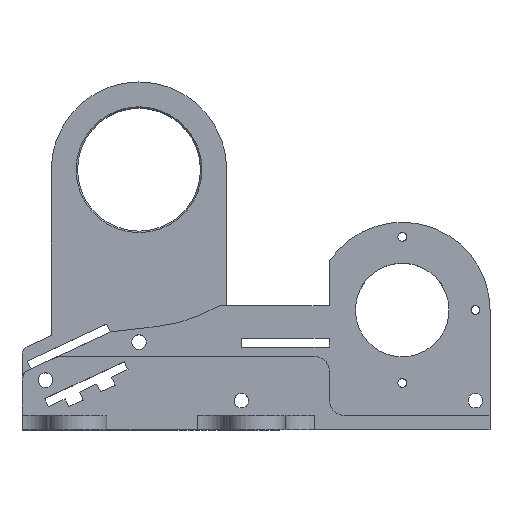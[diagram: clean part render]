
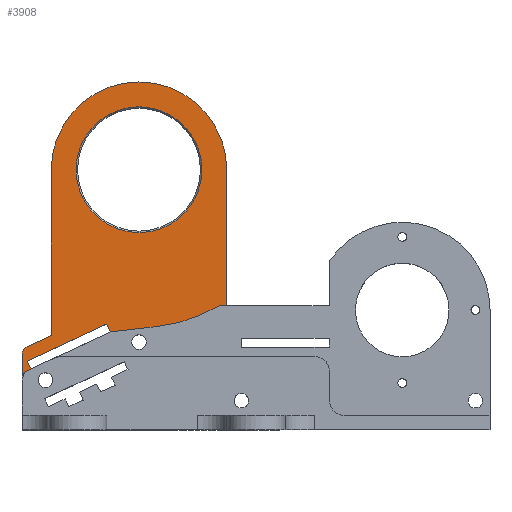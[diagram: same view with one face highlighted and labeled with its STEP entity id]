
A CAD part, top view. The second image highlights one B-rep face of the part: STEP entity #3908.
In plain terms, the highlighted planar face has unit normal (0, 0, 1).
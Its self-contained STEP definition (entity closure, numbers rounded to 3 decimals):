
#717=CARTESIAN_POINT('',(-40.,30.,23.5));
#718=DIRECTION('',(0.,0.,1.));
#719=DIRECTION('',(0.,-1.,0.));
#720=AXIS2_PLACEMENT_3D('',#717,#718,#719);
#722=CARTESIAN_POINT('',(-40.,30.,23.5));
#723=DIRECTION('',(0.,0.,1.));
#724=DIRECTION('',(0.,1.,0.));
#725=AXIS2_PLACEMENT_3D('',#722,#723,#724);
#727=DIRECTION('',(0.,-1.,0.));
#728=VECTOR('',#727,52.314);
#729=CARTESIAN_POINT('',(-10.,89.,23.5));
#730=LINE('',#729,#728);
#731=DIRECTION('',(-0.997,0.077,0.));
#732=VECTOR('',#731,31.085);
#733=CARTESIAN_POINT('',(-5.007,31.301,23.5));
#734=LINE('',#733,#732);
#735=DIRECTION('',(0.,1.,0.));
#736=VECTOR('',#735,6.001);
#737=CARTESIAN_POINT('',(-36.,27.691,23.5));
#738=LINE('',#737,#736);
#739=DIRECTION('',(-0.866,-0.5,0.));
#740=VECTOR('',#739,4.619);
#741=CARTESIAN_POINT('',(-36.,27.691,23.5));
#742=LINE('',#741,#740);
#743=DIRECTION('',(-0.866,0.5,0.));
#744=VECTOR('',#743,4.619);
#745=CARTESIAN_POINT('',(-40.,25.381,23.5));
#746=LINE('',#745,#744);
#747=DIRECTION('',(0.,1.,0.));
#748=VECTOR('',#747,6.49);
#749=CARTESIAN_POINT('',(-44.,27.691,23.5));
#750=LINE('',#749,#748);
#751=DIRECTION('',(-0.993,-0.115,0.));
#752=VECTOR('',#751,5.797);
#753=CARTESIAN_POINT('',(-44.,34.181,23.5));
#754=LINE('',#753,#752);
#755=DIRECTION('',(-0.423,0.906,0.));
#756=VECTOR('',#755,3.);
#757=CARTESIAN_POINT('',(-49.758,33.517,23.5));
#758=LINE('',#757,#756);
#759=DIRECTION('',(0.906,0.423,0.));
#760=VECTOR('',#759,30.);
#761=CARTESIAN_POINT('',(-78.216,23.557,23.5));
#762=LINE('',#761,#760);
#763=DIRECTION('',(0.423,-0.906,0.));
#764=VECTOR('',#763,3.);
#765=CARTESIAN_POINT('',(-78.216,23.557,23.5));
#766=LINE('',#765,#764);
#767=DIRECTION('',(-0.423,0.906,0.));
#768=VECTOR('',#767,5.57);
#769=CARTESIAN_POINT('',(-66.562,19.536,23.5));
#770=LINE('',#769,#768);
#771=CARTESIAN_POINT('',(-72.,17.,23.5));
#772=DIRECTION('',(0.,0.,1.));
#773=DIRECTION('',(0.71,-0.704,0.));
#774=AXIS2_PLACEMENT_3D('',#771,#772,#773);
#776=CARTESIAN_POINT('',(-72.,17.,23.5));
#777=DIRECTION('',(0.,0.,1.));
#778=DIRECTION('',(0.,-1.,0.));
#779=AXIS2_PLACEMENT_3D('',#776,#777,#778);
#781=DIRECTION('',(1.,0.,0.));
#782=VECTOR('',#781,8.);
#783=CARTESIAN_POINT('',(-80.,11.,23.5));
#784=LINE('',#783,#782);
#785=DIRECTION('',(0.,1.,0.));
#786=VECTOR('',#785,14.779);
#787=CARTESIAN_POINT('',(-80.,11.,23.5));
#788=LINE('',#787,#786);
#789=CARTESIAN_POINT('',(-77.,25.779,23.5));
#790=DIRECTION('',(0.,0.,1.));
#791=DIRECTION('',(-0.423,0.906,0.));
#792=AXIS2_PLACEMENT_3D('',#789,#790,#791);
#794=DIRECTION('',(-0.906,-0.423,0.));
#795=VECTOR('',#794,9.123);
#796=CARTESIAN_POINT('',(-70.,32.353,23.5));
#797=LINE('',#796,#795);
#798=CARTESIAN_POINT('',(-40.,89.,23.5));
#799=DIRECTION('',(0.,0.,-1.));
#800=DIRECTION('',(-1.,0.,0.));
#801=AXIS2_PLACEMENT_3D('',#798,#799,#800);
#803=CARTESIAN_POINT('',(-40.,89.,23.5));
#804=DIRECTION('',(0.,0.,-1.));
#805=DIRECTION('',(1.,0.,0.));
#806=AXIS2_PLACEMENT_3D('',#803,#804,#805);
#808=CARTESIAN_POINT('',(-40.,89.,23.5));
#809=DIRECTION('',(0.,0.,-1.));
#810=DIRECTION('',(-1.,0.,0.));
#811=AXIS2_PLACEMENT_3D('',#808,#809,#810);
#813=CARTESIAN_POINT('',(-72.,17.,23.5));
#814=DIRECTION('',(0.,0.,1.));
#815=DIRECTION('',(0.,1.,0.));
#816=AXIS2_PLACEMENT_3D('',#813,#814,#815);
#863=CARTESIAN_POINT('',(-72.,17.,23.5));
#864=DIRECTION('',(0.,0.,-1.));
#865=DIRECTION('',(0.,1.,0.));
#866=AXIS2_PLACEMENT_3D('',#863,#864,#865);
#955=DIRECTION('',(-0.906,-0.423,0.));
#956=VECTOR('',#955,8.862);
#957=CARTESIAN_POINT('',(-68.916,24.583,23.5));
#958=LINE('',#957,#956);
#1063=DIRECTION('',(0.906,0.423,0.));
#1064=VECTOR('',#1063,4.146);
#1065=CARTESIAN_POINT('',(-71.499,11.021,23.5));
#1066=LINE('',#1065,#1064);
#1916=CARTESIAN_POINT('',(-5.007,31.301,23.5));
#1930=DIRECTION('',(-0.68,0.733,0.));
#1931=VECTOR('',#1930,7.343);
#1932=CARTESIAN_POINT('',(-5.007,31.301,23.5));
#1933=LINE('',#1932,#1931);
#1942=DIRECTION('',(0.,-1.,0.));
#1943=VECTOR('',#1942,56.647);
#1944=CARTESIAN_POINT('',(-70.,89.,23.5));
#1945=LINE('',#1944,#1943);
#2495=CARTESIAN_POINT('',(-40.,27.5,23.5));
#2496=CARTESIAN_POINT('',(-40.,32.5,23.5));
#2497=VERTEX_POINT('',#2495);
#2498=VERTEX_POINT('',#2496);
#2523=CARTESIAN_POINT('',(-78.216,23.557,23.5));
#2524=CARTESIAN_POINT('',(-51.026,36.236,23.5));
#2525=VERTEX_POINT('',#2523);
#2526=VERTEX_POINT('',#2524);
#2541=CARTESIAN_POINT('',(-10.,89.,23.5));
#2542=VERTEX_POINT('',#2541);
#2543=CARTESIAN_POINT('',(-70.,89.,23.5));
#2544=VERTEX_POINT('',#2543);
#2564=CARTESIAN_POINT('',(-70.,32.353,23.5));
#2566=VERTEX_POINT('',#2564);
#2657=CARTESIAN_POINT('',(-40.,25.381,23.5));
#2658=CARTESIAN_POINT('',(-44.,27.691,23.5));
#2659=VERTEX_POINT('',#2657);
#2660=VERTEX_POINT('',#2658);
#2661=CARTESIAN_POINT('',(-44.,34.181,23.5));
#2662=VERTEX_POINT('',#2661);
#2663=CARTESIAN_POINT('',(-49.758,33.517,23.5));
#2664=VERTEX_POINT('',#2663);
#2691=CARTESIAN_POINT('',(-72.,11.,23.5));
#2693=VERTEX_POINT('',#2691);
#2695=CARTESIAN_POINT('',(-80.,11.,23.5));
#2697=VERTEX_POINT('',#2695);
#2703=CARTESIAN_POINT('',(-72.,19.5,23.5));
#2704=CARTESIAN_POINT('',(-72.,14.5,23.5));
#2705=VERTEX_POINT('',#2703);
#2706=VERTEX_POINT('',#2704);
#2707=CARTESIAN_POINT('',(-71.499,11.021,23.5));
#2708=CARTESIAN_POINT('',(-67.742,12.773,23.5));
#2709=VERTEX_POINT('',#2707);
#2710=VERTEX_POINT('',#2708);
#2717=CARTESIAN_POINT('',(-76.948,20.838,23.5));
#2718=VERTEX_POINT('',#2717);
#2719=CARTESIAN_POINT('',(-66.562,19.536,23.5));
#2720=VERTEX_POINT('',#2719);
#2723=CARTESIAN_POINT('',(-68.916,24.583,23.5));
#2724=VERTEX_POINT('',#2723);
#2781=CARTESIAN_POINT('',(-36.,27.691,23.5));
#2782=CARTESIAN_POINT('',(-36.,33.691,23.5));
#2783=VERTEX_POINT('',#2781);
#2784=VERTEX_POINT('',#2782);
#2801=CARTESIAN_POINT('',(-78.268,28.498,23.5));
#2802=VERTEX_POINT('',#2801);
#2803=CARTESIAN_POINT('',(-80.,25.779,23.5));
#2804=VERTEX_POINT('',#2803);
#2814=CARTESIAN_POINT('',(-10.,36.686,23.5));
#2816=VERTEX_POINT('',#2814);
#2818=VERTEX_POINT('',#1916);
#3021=CARTESIAN_POINT('',(-18.5,89.,23.5));
#3022=CARTESIAN_POINT('',(-61.5,89.,23.5));
#3023=VERTEX_POINT('',#3021);
#3024=VERTEX_POINT('',#3022);
#3841=CARTESIAN_POINT('',(-80.,5.,23.5));
#3842=DIRECTION('',(0.,0.,1.));
#3843=DIRECTION('',(1.,0.,0.));
#3844=AXIS2_PLACEMENT_3D('',#3841,#3842,#3843);
#3845=PLANE('',#3844);
#3847=ORIENTED_EDGE('',*,*,#3846,.T.);
#3849=ORIENTED_EDGE('',*,*,#3848,.F.);
#3851=ORIENTED_EDGE('',*,*,#3850,.T.);
#3853=ORIENTED_EDGE('',*,*,#3852,.F.);
#3855=ORIENTED_EDGE('',*,*,#3854,.T.);
#3857=ORIENTED_EDGE('',*,*,#3856,.T.);
#3859=ORIENTED_EDGE('',*,*,#3858,.T.);
#3861=ORIENTED_EDGE('',*,*,#3860,.T.);
#3863=ORIENTED_EDGE('',*,*,#3862,.T.);
#3865=ORIENTED_EDGE('',*,*,#3864,.F.);
#3867=ORIENTED_EDGE('',*,*,#3866,.T.);
#3869=ORIENTED_EDGE('',*,*,#3868,.F.);
#3871=ORIENTED_EDGE('',*,*,#3870,.F.);
#3873=ORIENTED_EDGE('',*,*,#3872,.F.);
#3875=ORIENTED_EDGE('',*,*,#3874,.F.);
#3877=ORIENTED_EDGE('',*,*,#3876,.F.);
#3879=ORIENTED_EDGE('',*,*,#3878,.F.);
#3880=ORIENTED_EDGE('',*,*,#3644,.T.);
#3882=ORIENTED_EDGE('',*,*,#3881,.F.);
#3884=ORIENTED_EDGE('',*,*,#3883,.F.);
#3886=ORIENTED_EDGE('',*,*,#3885,.F.);
#3888=ORIENTED_EDGE('',*,*,#3887,.T.);
#3889=EDGE_LOOP('',(#3847,#3849,#3851,#3853,#3855,#3857,#3859,#3861,#3863,#3865,
#3867,#3869,#3871,#3873,#3875,#3877,#3879,#3880,#3882,#3884,#3886,#3888));
#3890=FACE_OUTER_BOUND('',#3889,.F.);
#3892=ORIENTED_EDGE('',*,*,#3891,.T.);
#3894=ORIENTED_EDGE('',*,*,#3893,.T.);
#3895=EDGE_LOOP('',(#3892,#3894));
#3896=FACE_BOUND('',#3895,.F.);
#3898=ORIENTED_EDGE('',*,*,#3897,.T.);
#3900=ORIENTED_EDGE('',*,*,#3899,.F.);
#3901=EDGE_LOOP('',(#3898,#3900));
#3902=FACE_BOUND('',#3901,.F.);
#3903=ORIENTED_EDGE('',*,*,#3831,.F.);
#3905=ORIENTED_EDGE('',*,*,#3904,.F.);
#3906=EDGE_LOOP('',(#3903,#3905));
#3907=FACE_BOUND('',#3906,.F.);
#3908=ADVANCED_FACE('',(#3890,#3896,#3902,#3907),#3845,.T.);
#721=CIRCLE('',#720,2.5);
#726=CIRCLE('',#725,2.5);
#775=CIRCLE('',#774,6.);
#780=CIRCLE('',#779,6.);
#793=CIRCLE('',#792,3.);
#802=CIRCLE('',#801,30.);
#807=CIRCLE('',#806,21.5);
#812=CIRCLE('',#811,21.5);
#817=CIRCLE('',#816,2.5);
#867=CIRCLE('',#866,2.5);
#3644=EDGE_CURVE('',#2697,#2804,#788,.T.);
#3831=EDGE_CURVE('',#3023,#3024,#807,.T.);
#3846=EDGE_CURVE('',#2542,#2816,#730,.T.);
#3848=EDGE_CURVE('',#2818,#2816,#1933,.T.);
#3850=EDGE_CURVE('',#2818,#2784,#734,.T.);
#3852=EDGE_CURVE('',#2783,#2784,#738,.T.);
#3854=EDGE_CURVE('',#2783,#2659,#742,.T.);
#3856=EDGE_CURVE('',#2659,#2660,#746,.T.);
#3858=EDGE_CURVE('',#2660,#2662,#750,.T.);
#3860=EDGE_CURVE('',#2662,#2664,#754,.T.);
#3862=EDGE_CURVE('',#2664,#2526,#758,.T.);
#3864=EDGE_CURVE('',#2525,#2526,#762,.T.);
#3866=EDGE_CURVE('',#2525,#2718,#766,.T.);
#3868=EDGE_CURVE('',#2724,#2718,#958,.T.);
#3870=EDGE_CURVE('',#2720,#2724,#770,.T.);
#3872=EDGE_CURVE('',#2710,#2720,#775,.T.);
#3874=EDGE_CURVE('',#2709,#2710,#1066,.T.);
#3876=EDGE_CURVE('',#2693,#2709,#780,.T.);
#3878=EDGE_CURVE('',#2697,#2693,#784,.T.);
#3881=EDGE_CURVE('',#2802,#2804,#793,.T.);
#3883=EDGE_CURVE('',#2566,#2802,#797,.T.);
#3885=EDGE_CURVE('',#2544,#2566,#1945,.T.);
#3887=EDGE_CURVE('',#2544,#2542,#802,.T.);
#3891=EDGE_CURVE('',#2497,#2498,#721,.T.);
#3893=EDGE_CURVE('',#2498,#2497,#726,.T.);
#3897=EDGE_CURVE('',#2705,#2706,#817,.T.);
#3899=EDGE_CURVE('',#2705,#2706,#867,.T.);
#3904=EDGE_CURVE('',#3024,#3023,#812,.T.);
